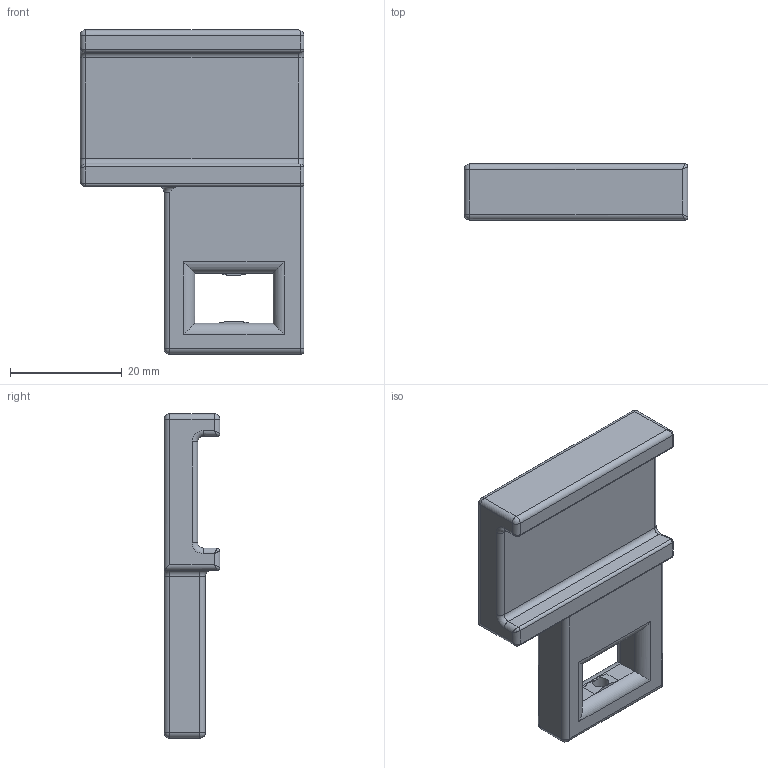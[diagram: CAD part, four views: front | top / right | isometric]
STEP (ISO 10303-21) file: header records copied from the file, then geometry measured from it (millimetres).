
FILE_DESCRIPTION(/* description */ ('STEP AP242','CAx-IF Rec.Pracs.---Representation and Presentation of Product Manufacturing Information (PMI)---4.0---2014-10-13','CAx-IF Rec.Pracs.---3D Tessellated Geometry---0.4---2014-09-14','2;1'),/* implementation_level */ '2;1');
FILE_NAME(/* name */ '66862b887fd171786351c676',/* time_stamp */ '2024-07-04T04:56:40Z',/* author */ (''),/* organization */ (''),/* preprocessor_version */ 'ST-DEVELOPER v20',/* originating_system */ ' ',/* authorisation */ ' ');
FILE_SCHEMA (('AP242_MANAGED_MODEL_BASED_3D_ENGINEERING_MIM_LF { 1 0 10303 442 1 1 4 }'));
Length unit declared in the file: metre
Products named in the file (1): Long version of slide insert
Bounding box: 40 x 10 x 58 mm (x, y, z)
Volume: 12166.4 mm3; surface area: 5923.1 mm2
Topology: 1 solids, 1 shells, 97 faces, 236 edges, 126 vertices
Faces by surface type: cylinder 41, plane 34, torus 8, sphere 7, bspline 7
Full cylindrical faces by diameter (mm): 2.9 x2
Entity records: 2790 total; most frequent: CARTESIAN_POINT 590, DIRECTION 484, ORIENTED_EDGE 436, EDGE_CURVE 218, AXIS2_PLACEMENT_3D 181, VERTEX_POINT 124, LINE 122, VECTOR 122
